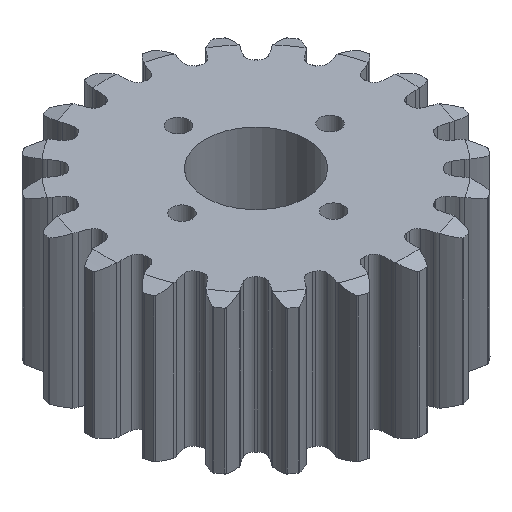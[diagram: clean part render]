
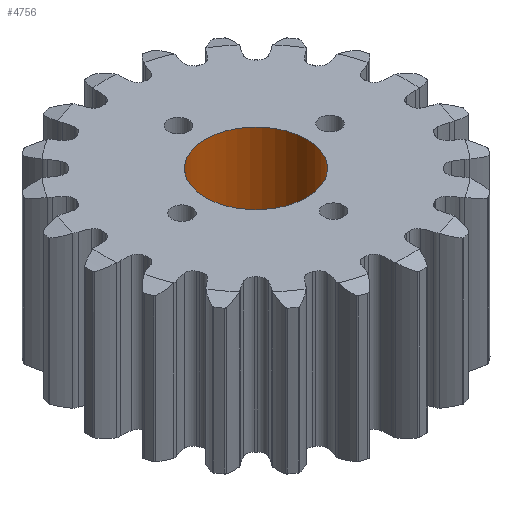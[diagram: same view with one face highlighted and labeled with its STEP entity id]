
A CAD part, isometric view. The second image highlights one B-rep face of the part: STEP entity #4756.
In plain terms, the highlighted cylindrical face has radius 5 mm (diameter 10 mm), a full revolution.
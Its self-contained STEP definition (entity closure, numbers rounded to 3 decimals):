
#240=FACE_OUTER_BOUND('',#528,.T.);
#528=EDGE_LOOP('',(#2969,#2970,#2971,#2972));
#826=LINE('',#7333,#1072);
#1072=VECTOR('',#5766,5.);
#1322=CIRCLE('',#5080,5.);
#1323=CIRCLE('',#5081,5.);
#1693=VERTEX_POINT('',#7330);
#1694=VERTEX_POINT('',#7332);
#2188=EDGE_CURVE('',#1693,#1693,#1322,.T.);
#2189=EDGE_CURVE('',#1693,#1694,#826,.T.);
#2190=EDGE_CURVE('',#1694,#1694,#1323,.T.);
#2969=ORIENTED_EDGE('',*,*,#2188,.T.);
#2970=ORIENTED_EDGE('',*,*,#2189,.T.);
#2971=ORIENTED_EDGE('',*,*,#2190,.T.);
#2972=ORIENTED_EDGE('',*,*,#2189,.F.);
#4511=CYLINDRICAL_SURFACE('',#5079,5.);
#4756=ADVANCED_FACE('',(#240),#4511,.F.);
#5079=AXIS2_PLACEMENT_3D('',#7329,#5762,#5763);
#5080=AXIS2_PLACEMENT_3D('',#7331,#5764,#5765);
#5081=AXIS2_PLACEMENT_3D('',#7334,#5767,#5768);
#5762=DIRECTION('center_axis',(0.,0.,-1.));
#5763=DIRECTION('ref_axis',(-1.,0.,0.));
#5764=DIRECTION('center_axis',(0.,0.,1.));
#5765=DIRECTION('ref_axis',(-1.,0.,0.));
#5766=DIRECTION('',(0.,0.,-1.));
#5767=DIRECTION('center_axis',(0.,0.,-1.));
#5768=DIRECTION('ref_axis',(-1.,0.,0.));
#7329=CARTESIAN_POINT('Origin',(0.,0.,0.));
#7330=CARTESIAN_POINT('',(5.,0.,15.));
#7331=CARTESIAN_POINT('Origin',(0.,0.,15.));
#7332=CARTESIAN_POINT('',(5.,0.,0.3));
#7333=CARTESIAN_POINT('',(5.,0.,0.));
#7334=CARTESIAN_POINT('Origin',(0.,0.,0.3));
